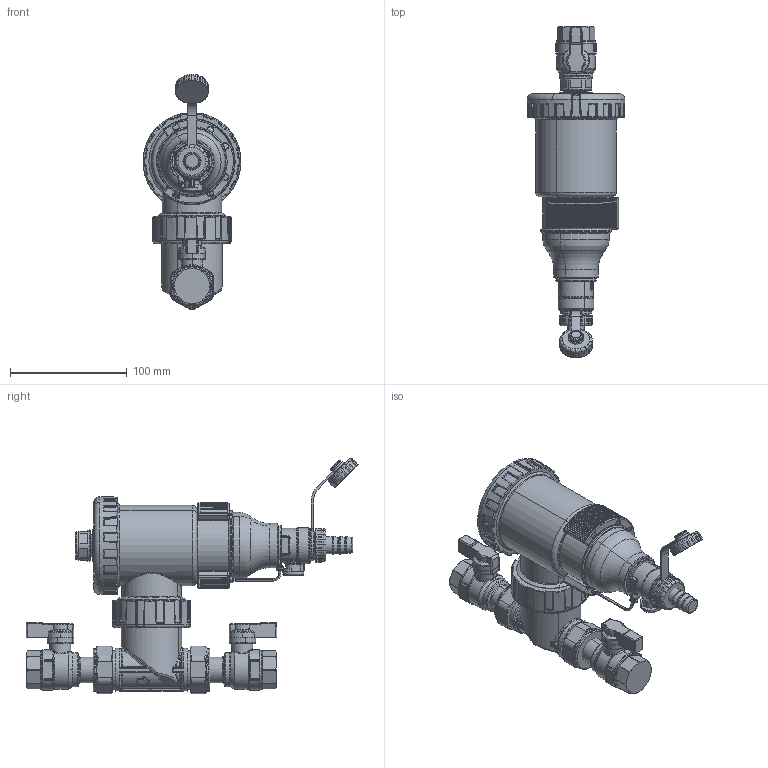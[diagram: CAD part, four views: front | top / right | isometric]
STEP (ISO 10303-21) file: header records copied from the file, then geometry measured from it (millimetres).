
FILE_DESCRIPTION(('CATIA V5 STEP Exchange'),'2;1');
FILE_NAME('STEP_545345_-_TST.stp','2018-03-01T14:11:18+00:00',('none'),('none'),'CATIA Version 5-6 Release 2016 SP4','CATIA V5 STEP AP203','none');
FILE_SCHEMA(('CONFIG_CONTROL_DESIGN'));
Length unit declared in the file: millimetre
Products named in the file (1): 545345 - TST
Bounding box: 83.88 x 284.53 x 201.6 mm (x, y, z)
Surface area: 142381 mm2 (no closed solid volume)
Topology: 0 solids, 50 shells, 2626 faces, 7313 edges, 4263 vertices
Faces by surface type: bspline 906, cylinder 697, torus 421, plane 323, cone 221, sphere 58
Entity records: 122912 total; most frequent: CARTESIAN_POINT 71470, ORIENTED_EDGE 12772, EDGE_CURVE 7058, DIRECTION 6945, VERTEX_POINT 4263, AXIS2_PLACEMENT_3D 3778, ADVANCED_FACE 2626, EDGE_LOOP 2626
